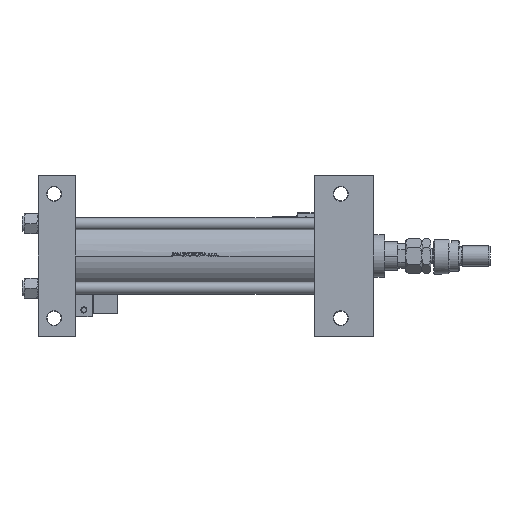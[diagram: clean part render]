
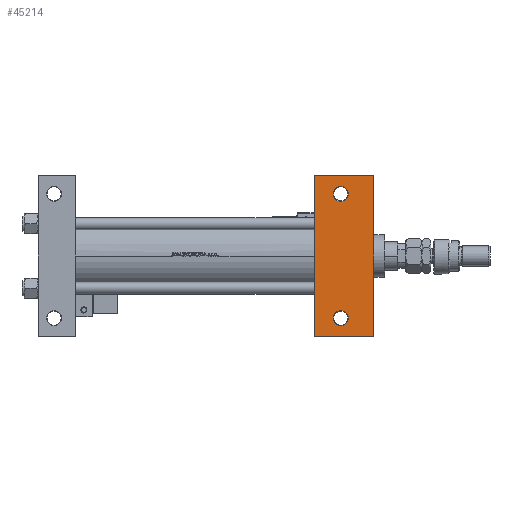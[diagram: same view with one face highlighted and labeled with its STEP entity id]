
A CAD part, front view. The second image highlights one B-rep face of the part: STEP entity #45214.
In plain terms, the highlighted face is planar.
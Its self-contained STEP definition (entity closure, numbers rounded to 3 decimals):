
#3330 = DIRECTION ( 'NONE',  ( -1., 0., 0. ) ) ;
#5495 = CARTESIAN_POINT ( 'NONE',  ( 302., -62., -45. ) ) ;
#6016 = ORIENTED_EDGE ( 'NONE', *, *, #36287, .T. ) ;
#6851 = ORIENTED_EDGE ( 'NONE', *, *, #52205, .F. ) ;
#7126 = VERTEX_POINT ( 'NONE', #37736 ) ;
#7958 = DIRECTION ( 'NONE',  ( 0., -1., 0. ) ) ;
#10547 = EDGE_LOOP ( 'NONE', ( #6851, #43464, #35676, #15247 ) ) ;
#12471 = EDGE_LOOP ( 'NONE', ( #37392, #46457 ) ) ;
#12828 = CARTESIAN_POINT ( 'NONE',  ( 276., 80., -45. ) ) ;
#13529 = CARTESIAN_POINT ( 'NONE',  ( 302., 62., -45. ) ) ;
#14054 = FACE_BOUND ( 'NONE', #12471, .T. ) ;
#14890 = VERTEX_POINT ( 'NONE', #44907 ) ;
#15247 = ORIENTED_EDGE ( 'NONE', *, *, #50719, .T. ) ;
#15815 = CARTESIAN_POINT ( 'NONE',  ( 302., 62., -45. ) ) ;
#18135 = AXIS2_PLACEMENT_3D ( 'NONE', #13529, #42558, #50859 ) ;
#18665 = CARTESIAN_POINT ( 'NONE',  ( 276., 80., -45. ) ) ;
#19007 = CARTESIAN_POINT ( 'NONE',  ( 302., -62., -45. ) ) ;
#19222 = CIRCLE ( 'NONE', #45743, 7.499 ) ;
#20656 = EDGE_CURVE ( 'NONE', #44202, #7126, #19222, .T. ) ;
#21040 = AXIS2_PLACEMENT_3D ( 'NONE', #15815, #27209, #3330 ) ;
#21110 = LINE ( 'NONE', #12828, #44159 ) ;
#21492 = EDGE_CURVE ( 'NONE', #32837, #45464, #29000, .T. ) ;
#21816 = CARTESIAN_POINT ( 'NONE',  ( 335., 45., -45. ) ) ;
#22462 = EDGE_CURVE ( 'NONE', #40350, #14890, #32462, .T. ) ;
#24204 = CARTESIAN_POINT ( 'NONE',  ( 335., 45., -45. ) ) ;
#25640 = CARTESIAN_POINT ( 'NONE',  ( 276., -80., -45. ) ) ;
#26245 = EDGE_CURVE ( 'NONE', #37185, #40350, #21110, .T. ) ;
#26503 = ORIENTED_EDGE ( 'NONE', *, *, #20656, .T. ) ;
#26766 = PLANE ( 'NONE',  #32571 ) ;
#27026 = DIRECTION ( 'NONE',  ( -1., 0., 0. ) ) ;
#27209 = DIRECTION ( 'NONE',  ( 0., 0., 1. ) ) ;
#28687 = EDGE_LOOP ( 'NONE', ( #26503, #6016 ) ) ;
#29000 = CIRCLE ( 'NONE', #21040, 7.499 ) ;
#29069 = VERTEX_POINT ( 'NONE', #25640 ) ;
#29553 = CARTESIAN_POINT ( 'NONE',  ( 276., 45., -45. ) ) ;
#29821 = LINE ( 'NONE', #29553, #42451 ) ;
#30385 = AXIS2_PLACEMENT_3D ( 'NONE', #19007, #43345, #27026 ) ;
#30899 = FACE_BOUND ( 'NONE', #28687, .T. ) ;
#31707 = CARTESIAN_POINT ( 'NONE',  ( 335., 80., -45. ) ) ;
#32462 = LINE ( 'NONE', #24204, #40490 ) ;
#32571 = AXIS2_PLACEMENT_3D ( 'NONE', #21816, #43639, #38656 ) ;
#32837 = VERTEX_POINT ( 'NONE', #50679 ) ;
#34785 = CIRCLE ( 'NONE', #30385, 7.499 ) ;
#35676 = ORIENTED_EDGE ( 'NONE', *, *, #22462, .T. ) ;
#36287 = EDGE_CURVE ( 'NONE', #7126, #44202, #34785, .T. ) ;
#37185 = VERTEX_POINT ( 'NONE', #18665 ) ;
#37392 = ORIENTED_EDGE ( 'NONE', *, *, #21492, .T. ) ;
#37539 = CIRCLE ( 'NONE', #18135, 7.499 ) ;
#37736 = CARTESIAN_POINT ( 'NONE',  ( 309.499, -62., -45. ) ) ;
#38656 = DIRECTION ( 'NONE',  ( -1., 0., 0. ) ) ;
#39603 = EDGE_CURVE ( 'NONE', #45464, #32837, #37539, .T. ) ;
#40350 = VERTEX_POINT ( 'NONE', #31707 ) ;
#40490 = VECTOR ( 'NONE', #41060, 1000. ) ;
#41060 = DIRECTION ( 'NONE',  ( 0., -1., 0. ) ) ;
#41666 = CARTESIAN_POINT ( 'NONE',  ( 309.499, 62., -45. ) ) ;
#42114 = DIRECTION ( 'NONE',  ( 1., 0., 0. ) ) ;
#42413 = VECTOR ( 'NONE', #51286, 1000. ) ;
#42451 = VECTOR ( 'NONE', #7958, 1000. ) ;
#42558 = DIRECTION ( 'NONE',  ( 0., 0., 1. ) ) ;
#42718 = CARTESIAN_POINT ( 'NONE',  ( 276., -80., -45. ) ) ;
#42829 = FACE_OUTER_BOUND ( 'NONE', #10547, .T. ) ;
#43345 = DIRECTION ( 'NONE',  ( 0., 0., 1. ) ) ;
#43464 = ORIENTED_EDGE ( 'NONE', *, *, #26245, .T. ) ;
#43529 = LINE ( 'NONE', #42718, #42413 ) ;
#43639 = DIRECTION ( 'NONE',  ( 0., 0., -1. ) ) ;
#44159 = VECTOR ( 'NONE', #42114, 1000. ) ;
#44202 = VERTEX_POINT ( 'NONE', #48886 ) ;
#44907 = CARTESIAN_POINT ( 'NONE',  ( 335., -80., -45. ) ) ;
#45214 = ADVANCED_FACE ( 'NONE', ( #14054, #30899, #42829 ), #26766, .T. ) ;
#45464 = VERTEX_POINT ( 'NONE', #41666 ) ;
#45743 = AXIS2_PLACEMENT_3D ( 'NONE', #5495, #51961, #47024 ) ;
#46457 = ORIENTED_EDGE ( 'NONE', *, *, #39603, .T. ) ;
#47024 = DIRECTION ( 'NONE',  ( -1., 0., 0. ) ) ;
#48886 = CARTESIAN_POINT ( 'NONE',  ( 294.5, -62., -45. ) ) ;
#50679 = CARTESIAN_POINT ( 'NONE',  ( 294.5, 62., -45. ) ) ;
#50719 = EDGE_CURVE ( 'NONE', #14890, #29069, #43529, .T. ) ;
#50859 = DIRECTION ( 'NONE',  ( -1., 0., 0. ) ) ;
#51286 = DIRECTION ( 'NONE',  ( -1., 0., 0. ) ) ;
#51961 = DIRECTION ( 'NONE',  ( 0., 0., 1. ) ) ;
#52205 = EDGE_CURVE ( 'NONE', #37185, #29069, #29821, .T. ) ;
